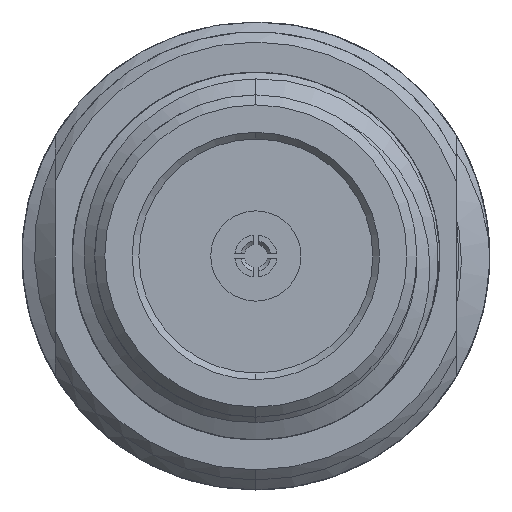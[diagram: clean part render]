
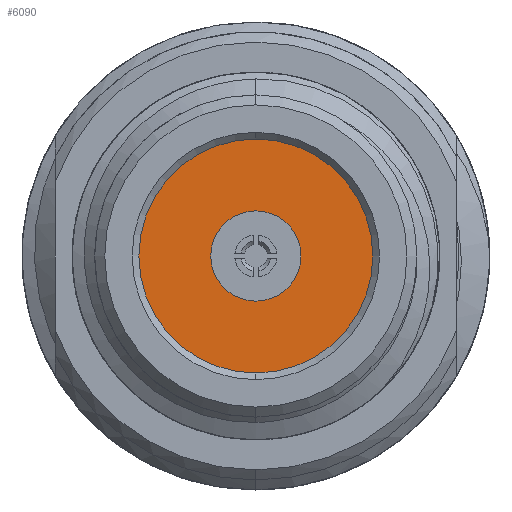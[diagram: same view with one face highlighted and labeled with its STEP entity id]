
A CAD part, left-side view. The second image highlights one B-rep face of the part: STEP entity #6090.
In plain terms, the highlighted planar face has unit normal (-1, 0, 0).
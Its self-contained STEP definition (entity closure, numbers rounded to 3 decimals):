
#15 = CARTESIAN_POINT ( 'NONE',  ( -20.294, 0., 0. ) ) ;
#120 = CARTESIAN_POINT ( 'NONE',  ( -20.294, 0., -0.675 ) ) ;
#138 = ORIENTED_EDGE ( 'NONE', *, *, #4479, .T. ) ;
#312 = VERTEX_POINT ( 'NONE', #869 ) ;
#329 = DIRECTION ( 'NONE',  ( 0., 0., -1. ) ) ;
#699 = EDGE_LOOP ( 'NONE', ( #8492, #138 ) ) ;
#858 = DIRECTION ( 'NONE',  ( 1., 0., 0. ) ) ;
#869 = CARTESIAN_POINT ( 'NONE',  ( -20.294, 0., -1.75 ) ) ;
#1447 = VERTEX_POINT ( 'NONE', #3394 ) ;
#2089 = VERTEX_POINT ( 'NONE', #120 ) ;
#2306 = AXIS2_PLACEMENT_3D ( 'NONE', #15, #7102, #6344 ) ;
#2340 = CIRCLE ( 'NONE', #6105, 0.675 ) ;
#2403 = DIRECTION ( 'NONE',  ( 1., 0., 0. ) ) ;
#2743 = PLANE ( 'NONE',  #6563 ) ;
#2916 = ORIENTED_EDGE ( 'NONE', *, *, #4530, .F. ) ;
#2982 = EDGE_CURVE ( 'NONE', #312, #1447, #8330, .T. ) ;
#3358 = FACE_OUTER_BOUND ( 'NONE', #7957, .T. ) ;
#3394 = CARTESIAN_POINT ( 'NONE',  ( -20.294, 0., 1.75 ) ) ;
#3530 = VERTEX_POINT ( 'NONE', #5778 ) ;
#4218 = AXIS2_PLACEMENT_3D ( 'NONE', #6894, #6707, #5946 ) ;
#4434 = DIRECTION ( 'NONE',  ( 0., 0., -1. ) ) ;
#4479 = EDGE_CURVE ( 'NONE', #3530, #2089, #6184, .T. ) ;
#4530 = EDGE_CURVE ( 'NONE', #1447, #312, #7390, .T. ) ;
#4666 = CARTESIAN_POINT ( 'NONE',  ( -20.294, 0., 0. ) ) ;
#5479 = DIRECTION ( 'NONE',  ( 0., 0., 1. ) ) ;
#5778 = CARTESIAN_POINT ( 'NONE',  ( -20.294, 0., 0.675 ) ) ;
#5946 = DIRECTION ( 'NONE',  ( 0., 0., -1. ) ) ;
#6090 = ADVANCED_FACE ( 'NONE', ( #3358, #7704 ), #2743, .T. ) ;
#6105 = AXIS2_PLACEMENT_3D ( 'NONE', #8642, #858, #4434 ) ;
#6184 = CIRCLE ( 'NONE', #7836, 0.675 ) ;
#6344 = DIRECTION ( 'NONE',  ( 0., 0., -1. ) ) ;
#6563 = AXIS2_PLACEMENT_3D ( 'NONE', #6956, #8406, #5479 ) ;
#6707 = DIRECTION ( 'NONE',  ( 1., 0., 0. ) ) ;
#6845 = EDGE_CURVE ( 'NONE', #2089, #3530, #2340, .T. ) ;
#6894 = CARTESIAN_POINT ( 'NONE',  ( -20.294, 0., 0. ) ) ;
#6956 = CARTESIAN_POINT ( 'NONE',  ( -20.294, -1.75, 0. ) ) ;
#7102 = DIRECTION ( 'NONE',  ( 1., 0., 0. ) ) ;
#7390 = CIRCLE ( 'NONE', #4218, 1.75 ) ;
#7704 = FACE_BOUND ( 'NONE', #699, .T. ) ;
#7836 = AXIS2_PLACEMENT_3D ( 'NONE', #4666, #2403, #329 ) ;
#7957 = EDGE_LOOP ( 'NONE', ( #7958, #2916 ) ) ;
#7958 = ORIENTED_EDGE ( 'NONE', *, *, #2982, .F. ) ;
#8330 = CIRCLE ( 'NONE', #2306, 1.75 ) ;
#8406 = DIRECTION ( 'NONE',  ( -1., 0., 0. ) ) ;
#8492 = ORIENTED_EDGE ( 'NONE', *, *, #6845, .T. ) ;
#8642 = CARTESIAN_POINT ( 'NONE',  ( -20.294, 0., 0. ) ) ;
